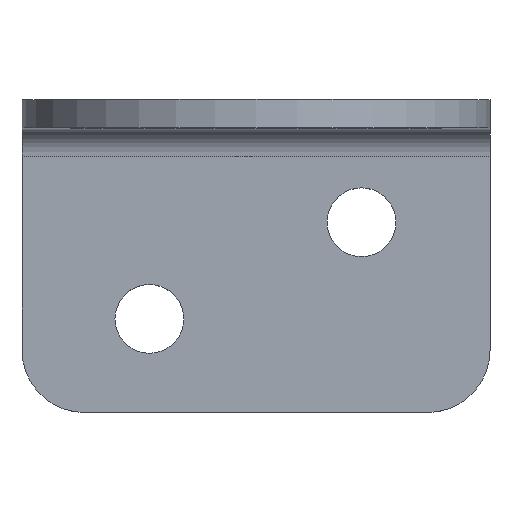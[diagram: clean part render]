
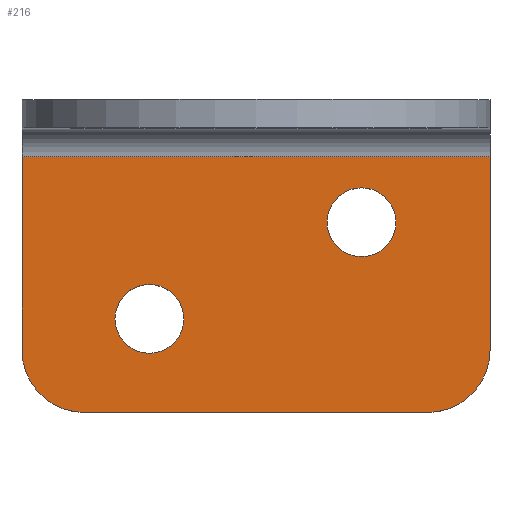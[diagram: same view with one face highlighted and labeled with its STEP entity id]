
A CAD part, top view. The second image highlights one B-rep face of the part: STEP entity #216.
In plain terms, the highlighted planar face has unit normal (0, 0, 1).
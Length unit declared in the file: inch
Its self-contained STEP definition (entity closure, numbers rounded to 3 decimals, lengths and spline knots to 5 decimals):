
#5 = LINE ( 'NONE', #202, #369 ) ;
#13 = CARTESIAN_POINT ( 'NONE',  ( 1.5, 0.72566, 0.09 ) ) ;
#18 = DIRECTION ( 'NONE',  ( -1., 0., 0. ) ) ;
#21 = DIRECTION ( 'NONE',  ( 0., 0., 1. ) ) ;
#27 = EDGE_CURVE ( 'NONE', #186, #105, #5, .T. ) ;
#28 = DIRECTION ( 'NONE',  ( -1., 0., 0. ) ) ;
#30 = ORIENTED_EDGE ( 'NONE', *, *, #499, .T. ) ;
#42 = CARTESIAN_POINT ( 'NONE',  ( 1.08819, 0.60984, 0.09 ) ) ;
#65 = DIRECTION ( 'NONE',  ( -1., 0., 0. ) ) ;
#71 = CARTESIAN_POINT ( 'NONE',  ( 0., 0.2, 0.09 ) ) ;
#80 = DIRECTION ( 'NONE',  ( 0., 0., -1. ) ) ;
#94 = CIRCLE ( 'NONE', #311, 0.11024 ) ;
#101 = EDGE_CURVE ( 'NONE', #662, #353, #299, .T. ) ;
#105 = VERTEX_POINT ( 'NONE', #71 ) ;
#120 = CIRCLE ( 'NONE', #310, 0.2 ) ;
#133 = CARTESIAN_POINT ( 'NONE',  ( 0.40827, 0.3, 0.09 ) ) ;
#152 = ORIENTED_EDGE ( 'NONE', *, *, #379, .T. ) ;
#159 = EDGE_LOOP ( 'NONE', ( #207, #152 ) ) ;
#175 = CARTESIAN_POINT ( 'NONE',  ( 0., 0.82, 0.09 ) ) ;
#179 = LINE ( 'NONE', #183, #559 ) ;
#183 = CARTESIAN_POINT ( 'NONE',  ( 0., 0.82, 0.09 ) ) ;
#185 = EDGE_CURVE ( 'NONE', #193, #492, #120, .T. ) ;
#186 = VERTEX_POINT ( 'NONE', #175 ) ;
#188 = DIRECTION ( 'NONE',  ( 0., 0., -1. ) ) ;
#192 = CARTESIAN_POINT ( 'NONE',  ( 1.5, 0.82, 0.09 ) ) ;
#193 = VERTEX_POINT ( 'NONE', #274 ) ;
#202 = CARTESIAN_POINT ( 'NONE',  ( 0., 0.72566, 0.09 ) ) ;
#207 = ORIENTED_EDGE ( 'NONE', *, *, #101, .T. ) ;
#216 = ADVANCED_FACE ( 'NONE', ( #633, #318, #265 ), #475, .T. ) ;
#217 = CARTESIAN_POINT ( 'NONE',  ( 0.40827, 0.3, 0.09 ) ) ;
#219 = DIRECTION ( 'NONE',  ( 0., 0., 1. ) ) ;
#221 = AXIS2_PLACEMENT_3D ( 'NONE', #584, #579, #477 ) ;
#229 = ORIENTED_EDGE ( 'NONE', *, *, #185, .T. ) ;
#230 = EDGE_CURVE ( 'NONE', #447, #253, #370, .T. ) ;
#232 = DIRECTION ( 'NONE',  ( 1., 0., 0. ) ) ;
#253 = VERTEX_POINT ( 'NONE', #368 ) ;
#255 = AXIS2_PLACEMENT_3D ( 'NONE', #133, #188, #397 ) ;
#265 = FACE_OUTER_BOUND ( 'NONE', #386, .T. ) ;
#267 = DIRECTION ( 'NONE',  ( 0., 0., -1. ) ) ;
#274 = CARTESIAN_POINT ( 'NONE',  ( 1.3, 0., 0.09 ) ) ;
#277 = CARTESIAN_POINT ( 'NONE',  ( 0., 0., 0.09 ) ) ;
#283 = LINE ( 'NONE', #277, #504 ) ;
#299 = CIRCLE ( 'NONE', #380, 0.11024 ) ;
#310 = AXIS2_PLACEMENT_3D ( 'NONE', #639, #219, #316 ) ;
#311 = AXIS2_PLACEMENT_3D ( 'NONE', #42, #500, #28 ) ;
#316 = DIRECTION ( 'NONE',  ( -1., 0., 0. ) ) ;
#318 = FACE_BOUND ( 'NONE', #159, .T. ) ;
#322 = CARTESIAN_POINT ( 'NONE',  ( 0.97795, 0.60984, 0.09 ) ) ;
#329 = ORIENTED_EDGE ( 'NONE', *, *, #403, .T. ) ;
#333 = CARTESIAN_POINT ( 'NONE',  ( 1.08819, 0.60984, 0.09 ) ) ;
#335 = EDGE_LOOP ( 'NONE', ( #339, #30 ) ) ;
#339 = ORIENTED_EDGE ( 'NONE', *, *, #230, .T. ) ;
#343 = CARTESIAN_POINT ( 'NONE',  ( 1.19843, 0.60984, 0.09 ) ) ;
#345 = AXIS2_PLACEMENT_3D ( 'NONE', #217, #267, #65 ) ;
#349 = ORIENTED_EDGE ( 'NONE', *, *, #608, .T. ) ;
#351 = EDGE_CURVE ( 'NONE', #395, #193, #283, .T. ) ;
#353 = VERTEX_POINT ( 'NONE', #343 ) ;
#363 = CIRCLE ( 'NONE', #373, 0.2 ) ;
#368 = CARTESIAN_POINT ( 'NONE',  ( 0.5185, 0.3, 0.09 ) ) ;
#369 = VECTOR ( 'NONE', #385, 39.37008 ) ;
#370 = CIRCLE ( 'NONE', #345, 0.11024 ) ;
#373 = AXIS2_PLACEMENT_3D ( 'NONE', #481, #21, #18 ) ;
#379 = EDGE_CURVE ( 'NONE', #353, #662, #94, .T. ) ;
#380 = AXIS2_PLACEMENT_3D ( 'NONE', #333, #80, #484 ) ;
#385 = DIRECTION ( 'NONE',  ( 0., -1., 0. ) ) ;
#386 = EDGE_LOOP ( 'NONE', ( #398, #349, #464, #229, #510, #329 ) ) ;
#388 = DIRECTION ( 'NONE',  ( -1., 0., 0. ) ) ;
#395 = VERTEX_POINT ( 'NONE', #650 ) ;
#397 = DIRECTION ( 'NONE',  ( -1., 0., 0. ) ) ;
#398 = ORIENTED_EDGE ( 'NONE', *, *, #27, .T. ) ;
#403 = EDGE_CURVE ( 'NONE', #554, #186, #179, .T. ) ;
#447 = VERTEX_POINT ( 'NONE', #540 ) ;
#464 = ORIENTED_EDGE ( 'NONE', *, *, #351, .T. ) ;
#475 = PLANE ( 'NONE',  #221 ) ;
#477 = DIRECTION ( 'NONE',  ( 1., 0., 0. ) ) ;
#481 = CARTESIAN_POINT ( 'NONE',  ( 0.2, 0.2, 0.09 ) ) ;
#484 = DIRECTION ( 'NONE',  ( -1., 0., 0. ) ) ;
#488 = CARTESIAN_POINT ( 'NONE',  ( 1.5, 0.2, 0.09 ) ) ;
#492 = VERTEX_POINT ( 'NONE', #488 ) ;
#499 = EDGE_CURVE ( 'NONE', #253, #447, #561, .T. ) ;
#500 = DIRECTION ( 'NONE',  ( 0., 0., -1. ) ) ;
#504 = VECTOR ( 'NONE', #232, 39.37008 ) ;
#510 = ORIENTED_EDGE ( 'NONE', *, *, #631, .F. ) ;
#540 = CARTESIAN_POINT ( 'NONE',  ( 0.29803, 0.3, 0.09 ) ) ;
#554 = VERTEX_POINT ( 'NONE', #192 ) ;
#559 = VECTOR ( 'NONE', #388, 39.37008 ) ;
#561 = CIRCLE ( 'NONE', #255, 0.11024 ) ;
#579 = DIRECTION ( 'NONE',  ( 0., 0., 1. ) ) ;
#584 = CARTESIAN_POINT ( 'NONE',  ( 0., 0.82, 0.09 ) ) ;
#586 = VECTOR ( 'NONE', #590, 39.37008 ) ;
#590 = DIRECTION ( 'NONE',  ( 0., -1., 0. ) ) ;
#608 = EDGE_CURVE ( 'NONE', #105, #395, #363, .T. ) ;
#629 = LINE ( 'NONE', #13, #586 ) ;
#631 = EDGE_CURVE ( 'NONE', #554, #492, #629, .T. ) ;
#633 = FACE_BOUND ( 'NONE', #335, .T. ) ;
#639 = CARTESIAN_POINT ( 'NONE',  ( 1.3, 0.2, 0.09 ) ) ;
#650 = CARTESIAN_POINT ( 'NONE',  ( 0.2, 0., 0.09 ) ) ;
#662 = VERTEX_POINT ( 'NONE', #322 ) ;
